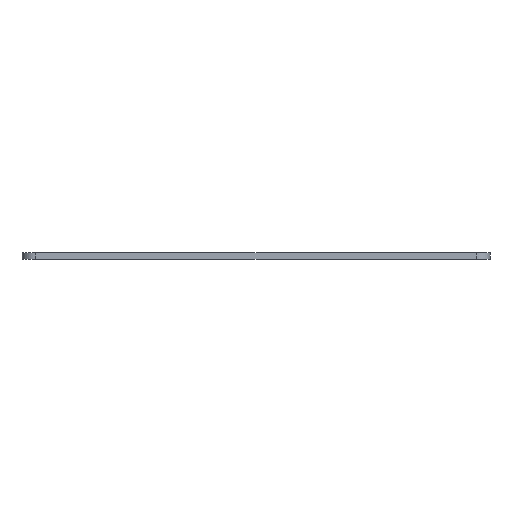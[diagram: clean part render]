
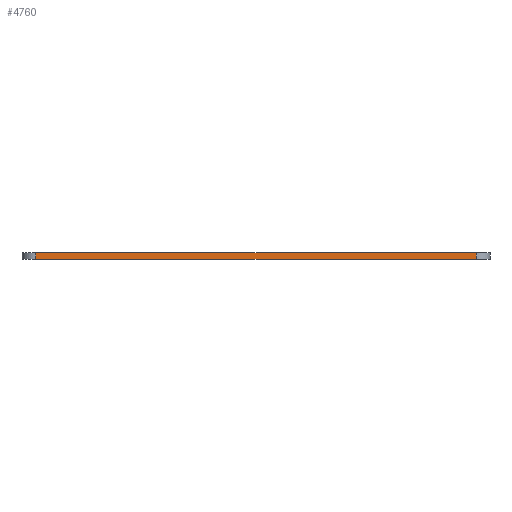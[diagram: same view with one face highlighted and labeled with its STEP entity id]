
A CAD part, front view. The second image highlights one B-rep face of the part: STEP entity #4760.
In plain terms, the highlighted planar face has unit normal (0, -1, 0).
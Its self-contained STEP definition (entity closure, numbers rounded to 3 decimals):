
#163 = VERTEX_POINT('',#164);
#164 = CARTESIAN_POINT('',(4.08,-83.1,0.));
#171 = EDGE_CURVE('',#172,#163,#174,.T.);
#172 = VERTEX_POINT('',#173);
#173 = CARTESIAN_POINT('',(101.7,-83.1,0.));
#174 = LINE('',#175,#176);
#175 = CARTESIAN_POINT('',(101.7,-83.1,0.));
#176 = VECTOR('',#177,1.);
#177 = DIRECTION('',(-1.,0.,0.));
#2448 = VERTEX_POINT('',#2449);
#2449 = CARTESIAN_POINT('',(4.08,-83.1,1.51));
#2456 = EDGE_CURVE('',#2457,#2448,#2459,.T.);
#2457 = VERTEX_POINT('',#2458);
#2458 = CARTESIAN_POINT('',(101.7,-83.1,1.51));
#2459 = LINE('',#2460,#2461);
#2460 = CARTESIAN_POINT('',(101.7,-83.1,1.51));
#2461 = VECTOR('',#2462,1.);
#2462 = DIRECTION('',(-1.,0.,0.));
#4732 = EDGE_CURVE('',#172,#2457,#4733,.T.);
#4733 = LINE('',#4734,#4735);
#4734 = CARTESIAN_POINT('',(101.7,-83.1,0.));
#4735 = VECTOR('',#4736,1.);
#4736 = DIRECTION('',(0.,0.,1.));
#4760 = ADVANCED_FACE('',(#4761),#4772,.T.);
#4761 = FACE_BOUND('',#4762,.T.);
#4762 = EDGE_LOOP('',(#4763,#4764,#4765,#4771));
#4763 = ORIENTED_EDGE('',*,*,#4732,.T.);
#4764 = ORIENTED_EDGE('',*,*,#2456,.T.);
#4765 = ORIENTED_EDGE('',*,*,#4766,.F.);
#4766 = EDGE_CURVE('',#163,#2448,#4767,.T.);
#4767 = LINE('',#4768,#4769);
#4768 = CARTESIAN_POINT('',(4.08,-83.1,0.));
#4769 = VECTOR('',#4770,1.);
#4770 = DIRECTION('',(0.,0.,1.));
#4771 = ORIENTED_EDGE('',*,*,#171,.F.);
#4772 = PLANE('',#4773);
#4773 = AXIS2_PLACEMENT_3D('',#4774,#4775,#4776);
#4774 = CARTESIAN_POINT('',(101.7,-83.1,0.));
#4775 = DIRECTION('',(0.,-1.,0.));
#4776 = DIRECTION('',(-1.,0.,0.));
